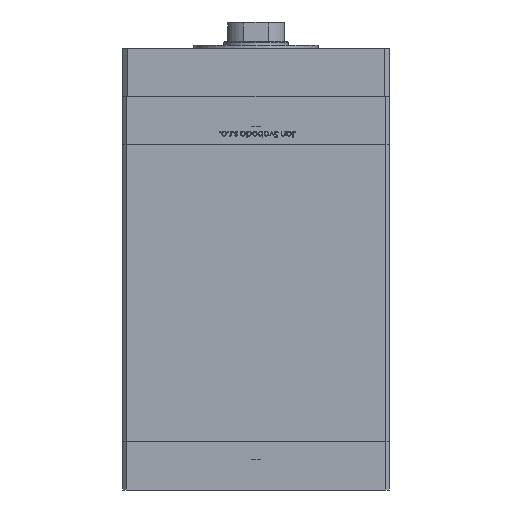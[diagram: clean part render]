
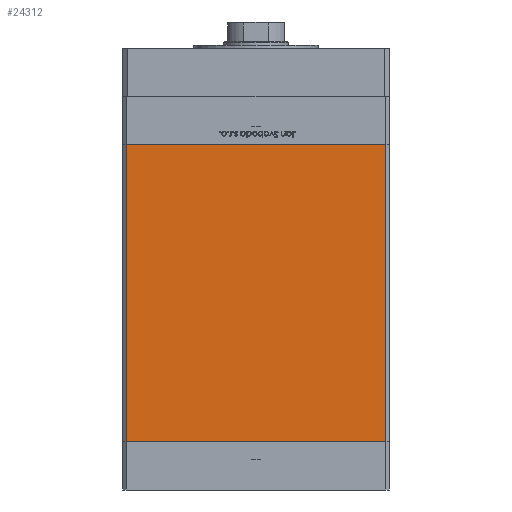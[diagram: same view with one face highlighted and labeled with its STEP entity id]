
A CAD part, front view. The second image highlights one B-rep face of the part: STEP entity #24312.
In plain terms, the highlighted planar face has unit normal (0, -1, 0).
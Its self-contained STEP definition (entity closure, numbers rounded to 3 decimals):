
#272 = VERTEX_POINT ( 'NONE', #4088 ) ;
#562 = CARTESIAN_POINT ( 'NONE',  ( -73., -62.5, 167. ) ) ;
#932 = AXIS2_PLACEMENT_3D ( 'NONE', #14471, #34373, #26849 ) ;
#1675 = CARTESIAN_POINT ( 'NONE',  ( 73., -62.5, 167. ) ) ;
#4088 = CARTESIAN_POINT ( 'NONE',  ( 73., -62.5, 0. ) ) ;
#6248 = CARTESIAN_POINT ( 'NONE',  ( -73., -62.5, 0. ) ) ;
#7955 = VECTOR ( 'NONE', #29870, 1000. ) ;
#8727 = VECTOR ( 'NONE', #32692, 1000. ) ;
#9372 = EDGE_CURVE ( 'NONE', #26490, #272, #25896, .T. ) ;
#9634 = ORIENTED_EDGE ( 'NONE', *, *, #14108, .T. ) ;
#10488 = ORIENTED_EDGE ( 'NONE', *, *, #9372, .F. ) ;
#10909 = VERTEX_POINT ( 'NONE', #46820 ) ;
#14108 = EDGE_CURVE ( 'NONE', #10909, #48541, #51839, .T. ) ;
#14207 = PLANE ( 'NONE',  #932 ) ;
#14471 = CARTESIAN_POINT ( 'NONE',  ( -73., -62.5, 167. ) ) ;
#16068 = DIRECTION ( 'NONE',  ( 1., 0., 0. ) ) ;
#17677 = ORIENTED_EDGE ( 'NONE', *, *, #22854, .T. ) ;
#20085 = CARTESIAN_POINT ( 'NONE',  ( -73., -62.5, 0. ) ) ;
#22854 = EDGE_CURVE ( 'NONE', #48541, #272, #40542, .T. ) ;
#24096 = VECTOR ( 'NONE', #16068, 1000. ) ;
#24312 = ADVANCED_FACE ( 'NONE', ( #50805 ), #14207, .F. ) ;
#25896 = LINE ( 'NONE', #1675, #51757 ) ;
#26490 = VERTEX_POINT ( 'NONE', #29053 ) ;
#26849 = DIRECTION ( 'NONE',  ( 0., 0., 1. ) ) ;
#29053 = CARTESIAN_POINT ( 'NONE',  ( 73., -62.5, 167. ) ) ;
#29870 = DIRECTION ( 'NONE',  ( 1., 0., 0. ) ) ;
#32692 = DIRECTION ( 'NONE',  ( 0., 0., -1. ) ) ;
#34373 = DIRECTION ( 'NONE',  ( 0., 1., 0. ) ) ;
#35149 = EDGE_LOOP ( 'NONE', ( #17677, #10488, #43330, #9634 ) ) ;
#37410 = LINE ( 'NONE', #562, #7955 ) ;
#38145 = EDGE_CURVE ( 'NONE', #10909, #26490, #37410, .T. ) ;
#40542 = LINE ( 'NONE', #20085, #24096 ) ;
#40772 = CARTESIAN_POINT ( 'NONE',  ( -73., -62.5, 167. ) ) ;
#43330 = ORIENTED_EDGE ( 'NONE', *, *, #38145, .F. ) ;
#46820 = CARTESIAN_POINT ( 'NONE',  ( -73., -62.5, 167. ) ) ;
#48541 = VERTEX_POINT ( 'NONE', #6248 ) ;
#50388 = DIRECTION ( 'NONE',  ( 0., 0., -1. ) ) ;
#50805 = FACE_OUTER_BOUND ( 'NONE', #35149, .T. ) ;
#51757 = VECTOR ( 'NONE', #50388, 1000. ) ;
#51839 = LINE ( 'NONE', #40772, #8727 ) ;
